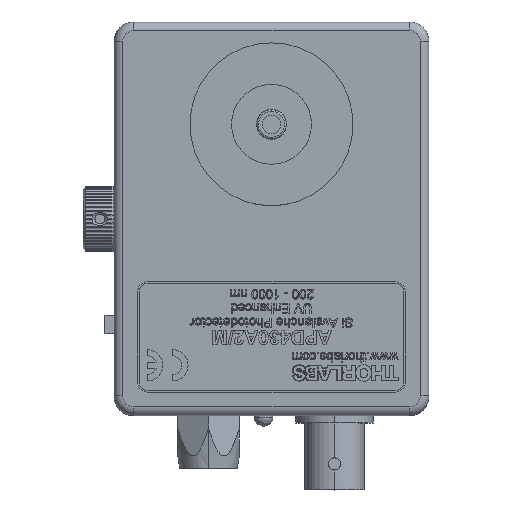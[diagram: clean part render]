
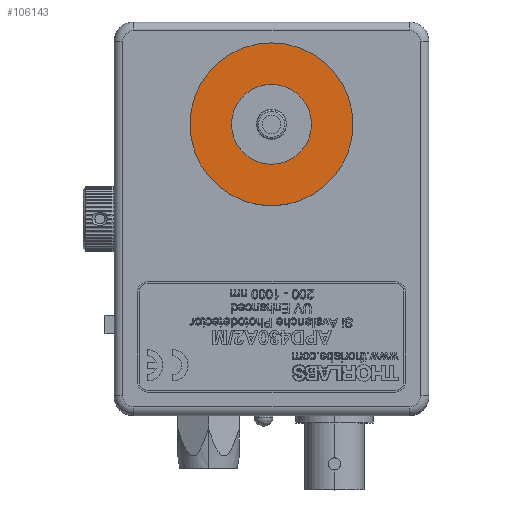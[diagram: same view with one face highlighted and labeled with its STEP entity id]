
A CAD part, top view. The second image highlights one B-rep face of the part: STEP entity #106143.
In plain terms, the highlighted planar face has unit normal (0, 0, 1).
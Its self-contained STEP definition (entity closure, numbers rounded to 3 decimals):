
#299 = EDGE_CURVE ( 'NONE', #19605, #115690, #21019, .T. ) ;
#1535 = CIRCLE ( 'NONE', #120773, 13.144 ) ;
#4652 = DIRECTION ( 'NONE',  ( 1., 0., 0. ) ) ;
#5552 = DIRECTION ( 'NONE',  ( 0., 0., 1. ) ) ;
#7922 = EDGE_CURVE ( 'NONE', #75813, #38781, #20634, .T. ) ;
#10127 = DIRECTION ( 'NONE',  ( 1., 0., 0. ) ) ;
#10215 = PLANE ( 'NONE',  #79279 ) ;
#13307 = ORIENTED_EDGE ( 'NONE', *, *, #102499, .F. ) ;
#16830 = DIRECTION ( 'NONE',  ( 0., 0., 1. ) ) ;
#19605 = VERTEX_POINT ( 'NONE', #83047 ) ;
#20634 = CIRCLE ( 'NONE', #41824, 13.144 ) ;
#21019 = CIRCLE ( 'NONE', #97920, 6.439 ) ;
#27360 = EDGE_CURVE ( 'NONE', #38781, #75813, #1535, .T. ) ;
#38781 = VERTEX_POINT ( 'NONE', #137259 ) ;
#41824 = AXIS2_PLACEMENT_3D ( 'NONE', #139595, #74833, #10127 ) ;
#53417 = ORIENTED_EDGE ( 'NONE', *, *, #299, .F. ) ;
#53637 = CARTESIAN_POINT ( 'NONE',  ( 25.4, 46.99, 27.432 ) ) ;
#55945 = FACE_OUTER_BOUND ( 'NONE', #82876, .T. ) ;
#61583 = ORIENTED_EDGE ( 'NONE', *, *, #27360, .T. ) ;
#64470 = DIRECTION ( 'NONE',  ( 1., 0., 0. ) ) ;
#69369 = DIRECTION ( 'NONE',  ( 0., 0., 1. ) ) ;
#69730 = AXIS2_PLACEMENT_3D ( 'NONE', #134138, #69369, #4652 ) ;
#70296 = CARTESIAN_POINT ( 'NONE',  ( 25.4, 46.99, 27.432 ) ) ;
#74833 = DIRECTION ( 'NONE',  ( 0., 0., 1. ) ) ;
#75813 = VERTEX_POINT ( 'NONE', #126635 ) ;
#79279 = AXIS2_PLACEMENT_3D ( 'NONE', #53637, #129270, #64470 ) ;
#80165 = CARTESIAN_POINT ( 'NONE',  ( 18.961, 46.99, 27.432 ) ) ;
#81203 = DIRECTION ( 'NONE',  ( 1., 0., 0. ) ) ;
#81640 = CARTESIAN_POINT ( 'NONE',  ( 25.4, 46.99, 27.432 ) ) ;
#82876 = EDGE_LOOP ( 'NONE', ( #100484, #61583 ) ) ;
#83047 = CARTESIAN_POINT ( 'NONE',  ( 31.839, 46.99, 27.432 ) ) ;
#84711 = FACE_BOUND ( 'NONE', #137201, .T. ) ;
#92452 = DIRECTION ( 'NONE',  ( 1., 0., 0. ) ) ;
#97920 = AXIS2_PLACEMENT_3D ( 'NONE', #81640, #16830, #92452 ) ;
#100484 = ORIENTED_EDGE ( 'NONE', *, *, #7922, .T. ) ;
#102499 = EDGE_CURVE ( 'NONE', #115690, #19605, #132740, .T. ) ;
#106143 = ADVANCED_FACE ( 'NONE', ( #84711, #55945 ), #10215, .T. ) ;
#115690 = VERTEX_POINT ( 'NONE', #80165 ) ;
#120773 = AXIS2_PLACEMENT_3D ( 'NONE', #70296, #5552, #81203 ) ;
#126635 = CARTESIAN_POINT ( 'NONE',  ( 12.256, 46.99, 27.432 ) ) ;
#129270 = DIRECTION ( 'NONE',  ( 0., 0., 1. ) ) ;
#132740 = CIRCLE ( 'NONE', #69730, 6.439 ) ;
#134138 = CARTESIAN_POINT ( 'NONE',  ( 25.4, 46.99, 27.432 ) ) ;
#137201 = EDGE_LOOP ( 'NONE', ( #53417, #13307 ) ) ;
#137259 = CARTESIAN_POINT ( 'NONE',  ( 38.544, 46.99, 27.432 ) ) ;
#139595 = CARTESIAN_POINT ( 'NONE',  ( 25.4, 46.99, 27.432 ) ) ;
